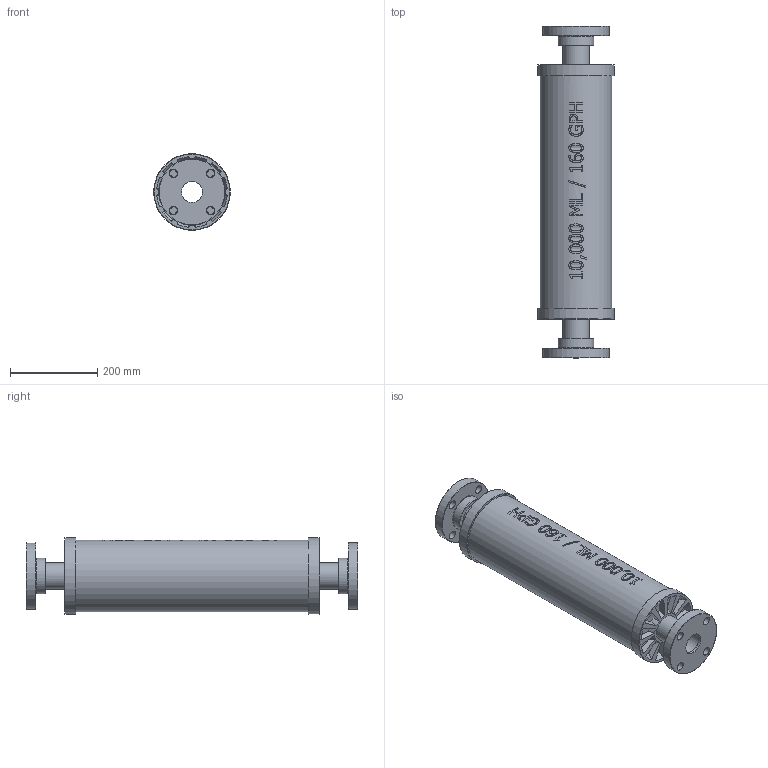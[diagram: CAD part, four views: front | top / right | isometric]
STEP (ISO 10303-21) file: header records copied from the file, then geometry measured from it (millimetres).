
FILE_DESCRIPTION((''),'2;1');
FILE_NAME('PV#2-10000-F_R0.ipt.stp','2017-07-11T09:25:01',(''),(''),'Autodesk Inventor 2009','Autodesk Inventor 2009','');
FILE_SCHEMA(('AUTOMOTIVE_DESIGN { 1 0 10303 214 1 1 1 1 }'));
Length unit declared in the file: inch
Products named in the file (1): PV#2-10000-F_R0
Bounding box: 175.41 x 762 x 175.41 mm (x, y, z)
Volume: 2416519 mm3; surface area: 921793.8 mm2
Topology: 1 solids, 1 shells, 431 faces, 1041 edges, 674 vertices
Faces by surface type: bspline 193, plane 128, cylinder 46, cone 38, torus 26
Full cylindrical faces by diameter (mm): 18.923 x8, 48.59 x2, 49.251 x2, 60.325 x4, 82.398 x2, 152.4 x2, 160.528 x1, 165.1 x1, 175.412 x2
Entity records: 61051 total; most frequent: CARTESIAN_POINT 52306, ORIENTED_EDGE 1934, DIRECTION 1260, EDGE_CURVE 967, VERTEX_POINT 668, EDGE_LOOP 579, AXIS2_PLACEMENT_3D 461, FACE_OUTER_BOUND 431
